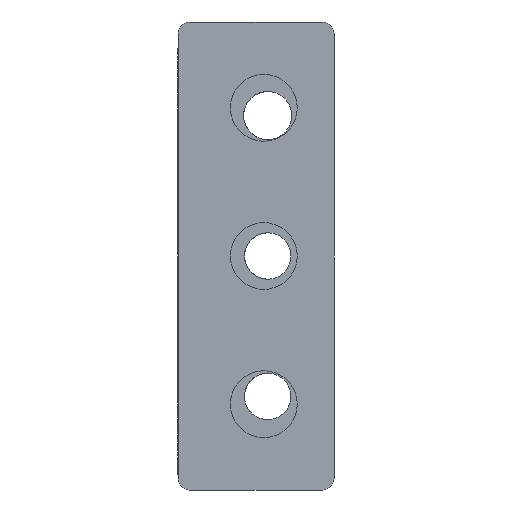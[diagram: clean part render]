
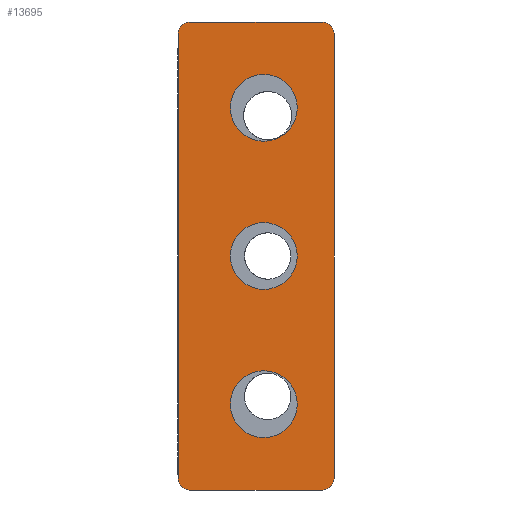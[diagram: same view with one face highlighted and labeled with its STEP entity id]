
A CAD part, left-side view. The second image highlights one B-rep face of the part: STEP entity #13695.
In plain terms, the highlighted planar face has unit normal (-1, 0, 0).
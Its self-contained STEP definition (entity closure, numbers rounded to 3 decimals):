
#6553=CARTESIAN_POINT('',(-36.0,14.717,-1.0));
#6554=VERTEX_POINT('',#6553);
#6570=CARTESIAN_POINT('',(-36.0,23.283,-1.));
#6571=VERTEX_POINT('',#6570);
#6578=CARTESIAN_POINT('',(-36.0,19.,-1.0));
#6579=DIRECTION('',(1.0,0.0,0.0));
#6580=DIRECTION('',(0.0,-1.0,0.0));
#6581=AXIS2_PLACEMENT_3D('',#6578,#6579,#6580);
#6582=CIRCLE('',#6581,4.283);
#6583=EDGE_CURVE('',#6554,#6571,#6582,.T.);
#6595=CARTESIAN_POINT('',(-36.0,-23.283,-1.0));
#6596=VERTEX_POINT('',#6595);
#6612=CARTESIAN_POINT('',(-36.0,-14.717,-1.));
#6613=VERTEX_POINT('',#6612);
#6620=CARTESIAN_POINT('',(-36.0,-19.,-1.0));
#6621=DIRECTION('',(1.0,0.0,0.0));
#6622=DIRECTION('',(0.0,-1.0,0.0));
#6623=AXIS2_PLACEMENT_3D('',#6620,#6621,#6622);
#6624=CIRCLE('',#6623,4.283);
#6625=EDGE_CURVE('',#6596,#6613,#6624,.T.);
#6637=CARTESIAN_POINT('',(-36.0,-4.283,-1.0));
#6638=VERTEX_POINT('',#6637);
#6654=CARTESIAN_POINT('',(-36.0,4.283,-1.));
#6655=VERTEX_POINT('',#6654);
#6662=CARTESIAN_POINT('',(-36.0,0.,-1.0));
#6663=DIRECTION('',(1.0,0.0,0.0));
#6664=DIRECTION('',(0.0,-1.0,0.0));
#6665=AXIS2_PLACEMENT_3D('',#6662,#6663,#6664);
#6666=CIRCLE('',#6665,4.283);
#6667=EDGE_CURVE('',#6638,#6655,#6666,.T.);
#6677=CARTESIAN_POINT('',(-36.0,-29.561,-9.561));
#6678=VERTEX_POINT('',#6677);
#6687=CARTESIAN_POINT('',(-36.0,-28.5,-10.0));
#6688=VERTEX_POINT('',#6687);
#6689=CARTESIAN_POINT('',(-36.0,-28.5,-8.5));
#6690=DIRECTION('',(1.,0.0,0.0));
#6691=DIRECTION('',(0.0,-0.707,-0.707));
#6692=AXIS2_PLACEMENT_3D('',#6689,#6690,#6691);
#6693=CIRCLE('',#6692,1.5);
#6694=EDGE_CURVE('',#6678,#6688,#6693,.T.);
#6721=CARTESIAN_POINT('',(-36.0,-29.561,9.561));
#6722=VERTEX_POINT('',#6721);
#6738=CARTESIAN_POINT('',(-36.0,-28.5,10.0));
#6739=VERTEX_POINT('',#6738);
#6746=CARTESIAN_POINT('',(-36.0,-28.5,8.5));
#6747=DIRECTION('',(1.,0.0,0.0));
#6748=DIRECTION('',(0.0,-0.707,0.707));
#6749=AXIS2_PLACEMENT_3D('',#6746,#6747,#6748);
#6750=CIRCLE('',#6749,1.5);
#6751=EDGE_CURVE('',#6739,#6722,#6750,.T.);
#6761=CARTESIAN_POINT('',(-36.0,29.561,9.561));
#6762=VERTEX_POINT('',#6761);
#6771=CARTESIAN_POINT('',(-36.0,28.5,10.0));
#6772=VERTEX_POINT('',#6771);
#6773=CARTESIAN_POINT('',(-36.0,28.5,8.5));
#6774=DIRECTION('',(1.,0.0,0.0));
#6775=DIRECTION('',(0.0,0.707,0.707));
#6776=AXIS2_PLACEMENT_3D('',#6773,#6774,#6775);
#6777=CIRCLE('',#6776,1.5);
#6778=EDGE_CURVE('',#6762,#6772,#6777,.T.);
#6805=CARTESIAN_POINT('',(-36.,29.561,-9.561));
#6806=VERTEX_POINT('',#6805);
#6822=CARTESIAN_POINT('',(-36.0,28.5,-10.0));
#6823=VERTEX_POINT('',#6822);
#6830=CARTESIAN_POINT('',(-36.,28.5,-8.5));
#6831=DIRECTION('',(1.,0.0,0.0));
#6832=DIRECTION('',(0.0,0.707,-0.707));
#6833=AXIS2_PLACEMENT_3D('',#6830,#6831,#6832);
#6834=CIRCLE('',#6833,1.5);
#6835=EDGE_CURVE('',#6823,#6806,#6834,.T.);
#6846=CARTESIAN_POINT('',(-36.0,30.0,-8.5));
#6847=VERTEX_POINT('',#6846);
#6848=CARTESIAN_POINT('',(-36.,28.5,-8.5));
#6849=DIRECTION('',(1.,0.0,0.0));
#6850=DIRECTION('',(0.0,0.707,-0.707));
#6851=AXIS2_PLACEMENT_3D('',#6848,#6849,#6850);
#6852=CIRCLE('',#6851,1.5);
#6853=EDGE_CURVE('',#6806,#6847,#6852,.T.);
#6973=CARTESIAN_POINT('',(-36.0,30.0,8.5));
#6974=VERTEX_POINT('',#6973);
#6975=CARTESIAN_POINT('',(-36.0,30.0,-8.5));
#6976=DIRECTION('',(0.0,0.0,1.0));
#6977=VECTOR('',#6976,17.0);
#6978=LINE('',#6975,#6977);
#6979=EDGE_CURVE('',#6847,#6974,#6978,.T.);
#6999=CARTESIAN_POINT('',(-36.0,28.5,8.5));
#7000=DIRECTION('',(1.,0.0,0.0));
#7001=DIRECTION('',(0.0,0.707,0.707));
#7002=AXIS2_PLACEMENT_3D('',#6999,#7000,#7001);
#7003=CIRCLE('',#7002,1.5);
#7004=EDGE_CURVE('',#6974,#6762,#7003,.T.);
#7015=CARTESIAN_POINT('',(-36.0,-30.0,8.5));
#7016=VERTEX_POINT('',#7015);
#7017=CARTESIAN_POINT('',(-36.0,-28.5,8.5));
#7018=DIRECTION('',(1.,0.0,0.0));
#7019=DIRECTION('',(0.0,-0.707,0.707));
#7020=AXIS2_PLACEMENT_3D('',#7017,#7018,#7019);
#7021=CIRCLE('',#7020,1.5);
#7022=EDGE_CURVE('',#6722,#7016,#7021,.T.);
#7040=CARTESIAN_POINT('',(-36.0,-30.0,-8.5));
#7041=VERTEX_POINT('',#7040);
#7042=CARTESIAN_POINT('',(-36.0,-30.0,-8.5));
#7043=DIRECTION('',(0.0,0.0,1.0));
#7044=VECTOR('',#7043,17.0);
#7045=LINE('',#7042,#7044);
#7046=EDGE_CURVE('',#7041,#7016,#7045,.T.);
#7066=CARTESIAN_POINT('',(-36.0,-28.5,-8.5));
#7067=DIRECTION('',(1.,0.0,0.0));
#7068=DIRECTION('',(0.0,-0.707,-0.707));
#7069=AXIS2_PLACEMENT_3D('',#7066,#7067,#7068);
#7070=CIRCLE('',#7069,1.5);
#7071=EDGE_CURVE('',#7041,#6678,#7070,.T.);
#7082=CARTESIAN_POINT('',(-36.0,0.,-1.0));
#7083=DIRECTION('',(1.0,0.0,0.0));
#7084=DIRECTION('',(0.0,-1.0,0.0));
#7085=AXIS2_PLACEMENT_3D('',#7082,#7083,#7084);
#7086=CIRCLE('',#7085,4.283);
#7087=EDGE_CURVE('',#6655,#6638,#7086,.T.);
#7126=CARTESIAN_POINT('',(-36.0,-19.,-1.0));
#7127=DIRECTION('',(1.0,0.0,0.0));
#7128=DIRECTION('',(0.0,-1.0,0.0));
#7129=AXIS2_PLACEMENT_3D('',#7126,#7127,#7128);
#7130=CIRCLE('',#7129,4.283);
#7131=EDGE_CURVE('',#6613,#6596,#7130,.T.);
#7170=CARTESIAN_POINT('',(-36.0,19.,-1.0));
#7171=DIRECTION('',(1.0,0.0,0.0));
#7172=DIRECTION('',(0.0,-1.0,0.0));
#7173=AXIS2_PLACEMENT_3D('',#7170,#7171,#7172);
#7174=CIRCLE('',#7173,4.283);
#7175=EDGE_CURVE('',#6571,#6554,#7174,.T.);
#13654=CARTESIAN_POINT('',(-36.0,-30.0,-10.0));
#13655=DIRECTION('',(-1.0,0.0,0.0));
#13656=DIRECTION('',(0.0,0.0,1.0));
#13657=AXIS2_PLACEMENT_3D('',#13654,#13655,#13656);
#13658=PLANE('',#13657);
#13659=ORIENTED_EDGE('',*,*,#6835,.F.);
#13660=CARTESIAN_POINT('',(-36.0,28.5,-10.0));
#13661=DIRECTION('',(0.0,-1.0,0.0));
#13662=VECTOR('',#13661,57.0);
#13663=LINE('',#13660,#13662);
#13664=EDGE_CURVE('',#6823,#6688,#13663,.T.);
#13665=ORIENTED_EDGE('',*,*,#13664,.T.);
#13666=ORIENTED_EDGE('',*,*,#6694,.F.);
#13667=ORIENTED_EDGE('',*,*,#7071,.F.);
#13668=ORIENTED_EDGE('',*,*,#7046,.T.);
#13669=ORIENTED_EDGE('',*,*,#7022,.F.);
#13670=ORIENTED_EDGE('',*,*,#6751,.F.);
#13671=CARTESIAN_POINT('',(-36.0,-28.5,10.0));
#13672=DIRECTION('',(0.0,1.0,0.0));
#13673=VECTOR('',#13672,57.0);
#13674=LINE('',#13671,#13673);
#13675=EDGE_CURVE('',#6739,#6772,#13674,.T.);
#13676=ORIENTED_EDGE('',*,*,#13675,.T.);
#13677=ORIENTED_EDGE('',*,*,#6778,.F.);
#13678=ORIENTED_EDGE('',*,*,#7004,.F.);
#13679=ORIENTED_EDGE('',*,*,#6979,.F.);
#13680=ORIENTED_EDGE('',*,*,#6853,.F.);
#13681=EDGE_LOOP('',(#13659,#13665,#13666,#13667,#13668,#13669,#13670,#13676,#13677,#13678,#13679,#13680));
#13682=FACE_OUTER_BOUND('',#13681,.T.);
#13683=ORIENTED_EDGE('',*,*,#6667,.T.);
#13684=ORIENTED_EDGE('',*,*,#7087,.T.);
#13685=EDGE_LOOP('',(#13683,#13684));
#13686=FACE_BOUND('',#13685,.T.);
#13687=ORIENTED_EDGE('',*,*,#6625,.T.);
#13688=ORIENTED_EDGE('',*,*,#7131,.T.);
#13689=EDGE_LOOP('',(#13687,#13688));
#13690=FACE_BOUND('',#13689,.T.);
#13691=ORIENTED_EDGE('',*,*,#6583,.T.);
#13692=ORIENTED_EDGE('',*,*,#7175,.T.);
#13693=EDGE_LOOP('',(#13691,#13692));
#13694=FACE_BOUND('',#13693,.T.);
#13695=ADVANCED_FACE('',(#13682,#13686,#13690,#13694),#13658,.T.);
